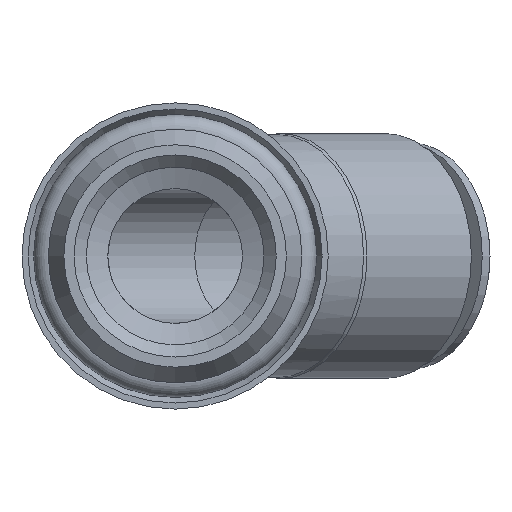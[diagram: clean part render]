
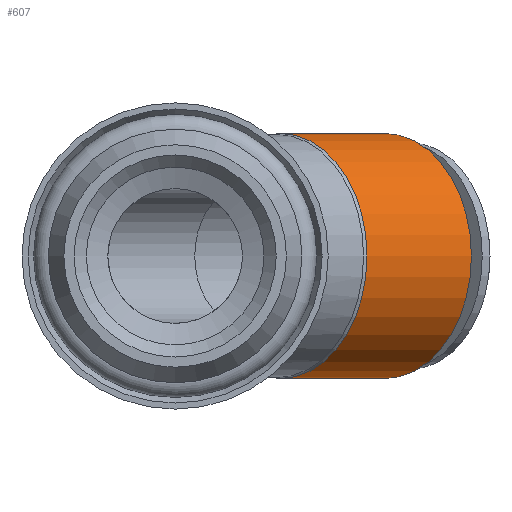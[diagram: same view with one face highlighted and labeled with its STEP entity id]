
A CAD part, front view. The second image highlights one B-rep face of the part: STEP entity #607.
In plain terms, the highlighted cylindrical face has radius 10 mm (diameter 20 mm), a full revolution.
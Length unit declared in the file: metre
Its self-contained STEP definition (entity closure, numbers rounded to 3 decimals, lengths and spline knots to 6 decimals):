
#51=CYLINDRICAL_SURFACE('',#1033,0.01);
#80=CIRCLE('',#1034,0.01);
#81=CIRCLE('',#1035,0.01);
#182=ORIENTED_EDGE('',*,*,#307,.T.);
#183=ORIENTED_EDGE('',*,*,#308,.T.);
#307=EDGE_CURVE('',#374,#374,#80,.T.);
#308=EDGE_CURVE('',#375,#375,#81,.T.);
#374=VERTEX_POINT('',#1425);
#375=VERTEX_POINT('',#1427);
#446=EDGE_LOOP('',(#182));
#447=EDGE_LOOP('',(#183));
#532=FACE_BOUND('',#446,.T.);
#533=FACE_BOUND('',#447,.T.);
#607=ADVANCED_FACE('',(#532,#533),#51,.T.);
#1033=AXIS2_PLACEMENT_3D('',#1423,#1162,#1163);
#1034=AXIS2_PLACEMENT_3D('',#1424,#1164,#1165);
#1035=AXIS2_PLACEMENT_3D('',#1426,#1166,#1167);
#1162=DIRECTION('',(0.707,0.707,0.));
#1163=DIRECTION('',(0.707,-0.707,0.));
#1164=DIRECTION('',(-0.707,-0.707,0.));
#1165=DIRECTION('',(0.707,-0.707,0.));
#1166=DIRECTION('',(0.707,0.707,0.));
#1167=DIRECTION('',(0.707,-0.707,0.));
#1423=CARTESIAN_POINT('',(0.,0.,0.));
#1424=CARTESIAN_POINT('',(0.017112,0.017112,0.));
#1425=CARTESIAN_POINT('',(0.024183,0.010041,0.));
#1426=CARTESIAN_POINT('',(0.008591,0.008591,0.));
#1427=CARTESIAN_POINT('',(0.015662,0.00152,0.));
